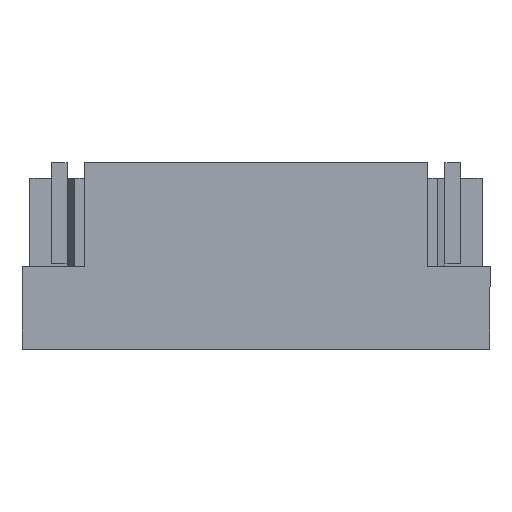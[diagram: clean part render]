
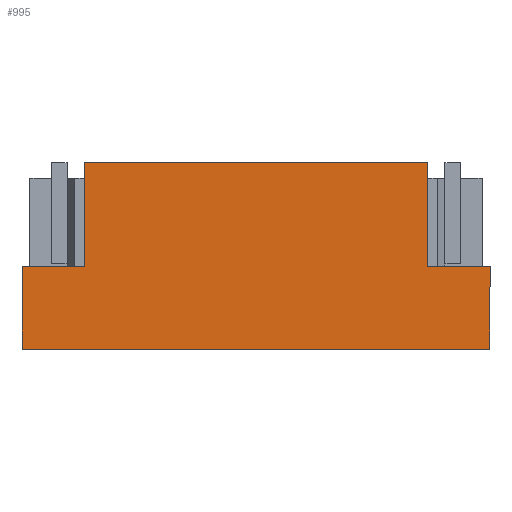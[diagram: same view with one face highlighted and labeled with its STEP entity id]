
A CAD part, top view. The second image highlights one B-rep face of the part: STEP entity #995.
In plain terms, the highlighted planar face has unit normal (0, 0, 1).
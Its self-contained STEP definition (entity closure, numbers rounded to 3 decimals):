
#945=AXIS2_PLACEMENT_3D('Plane Axis2P3D',#942,#943,#944) ;
#76=CARTESIAN_POINT('Line Origine',(-15.06,0.,14.2)) ;
#80=CARTESIAN_POINT('Vertex',(-4.,0.,14.2)) ;
#82=CARTESIAN_POINT('Vertex',(-26.12,0.,14.2)) ;
#414=CARTESIAN_POINT('Vertex',(0.,-12.,14.2)) ;
#417=CARTESIAN_POINT('Line Origine',(-15.06,-12.,14.2)) ;
#421=CARTESIAN_POINT('Vertex',(-30.12,-12.,14.2)) ;
#942=CARTESIAN_POINT('Axis2P3D Location',(-25.22,0.,14.2)) ;
#947=CARTESIAN_POINT('Line Origine',(0.,-9.35,14.2)) ;
#951=CARTESIAN_POINT('Vertex',(0.,-6.7,14.2)) ;
#954=CARTESIAN_POINT('Line Origine',(-2.,-6.7,14.2)) ;
#958=CARTESIAN_POINT('Vertex',(-4.,-6.7,14.2)) ;
#961=CARTESIAN_POINT('Line Origine',(-4.,-3.35,14.2)) ;
#966=CARTESIAN_POINT('Line Origine',(-26.12,-3.35,14.2)) ;
#970=CARTESIAN_POINT('Vertex',(-26.12,-6.7,14.2)) ;
#973=CARTESIAN_POINT('Line Origine',(-28.12,-6.7,14.2)) ;
#977=CARTESIAN_POINT('Vertex',(-30.12,-6.7,14.2)) ;
#980=CARTESIAN_POINT('Line Origine',(-30.12,-9.35,14.2)) ;
#77=DIRECTION('Vector Direction',(1.,0.,0.)) ;
#418=DIRECTION('Vector Direction',(1.,0.,0.)) ;
#943=DIRECTION('Axis2P3D Direction',(0.,0.,1.)) ;
#944=DIRECTION('Axis2P3D XDirection',(0.,-1.,0.)) ;
#948=DIRECTION('Vector Direction',(0.,-1.,0.)) ;
#955=DIRECTION('Vector Direction',(1.,0.,0.)) ;
#962=DIRECTION('Vector Direction',(0.,1.,0.)) ;
#967=DIRECTION('Vector Direction',(0.,1.,0.)) ;
#974=DIRECTION('Vector Direction',(1.,0.,0.)) ;
#981=DIRECTION('Vector Direction',(0.,-1.,0.)) ;
#78=VECTOR('Line Direction',#77,1.) ;
#419=VECTOR('Line Direction',#418,1.) ;
#949=VECTOR('Line Direction',#948,1.) ;
#956=VECTOR('Line Direction',#955,1.) ;
#963=VECTOR('Line Direction',#962,1.) ;
#968=VECTOR('Line Direction',#967,1.) ;
#975=VECTOR('Line Direction',#974,1.) ;
#982=VECTOR('Line Direction',#981,1.) ;
#986=ORIENTED_EDGE('',*,*,#423,.T.) ;
#987=ORIENTED_EDGE('',*,*,#953,.F.) ;
#988=ORIENTED_EDGE('',*,*,#960,.T.) ;
#989=ORIENTED_EDGE('',*,*,#965,.F.) ;
#990=ORIENTED_EDGE('',*,*,#84,.T.) ;
#991=ORIENTED_EDGE('',*,*,#972,.T.) ;
#992=ORIENTED_EDGE('',*,*,#979,.F.) ;
#993=ORIENTED_EDGE('',*,*,#984,.T.) ;
#995=ADVANCED_FACE('Housing',(#994),#946,.T.) ;
#84=EDGE_CURVE('',#81,#83,#79,.F.) ;
#423=EDGE_CURVE('',#422,#415,#420,.T.) ;
#953=EDGE_CURVE('',#952,#415,#950,.T.) ;
#960=EDGE_CURVE('',#952,#959,#957,.F.) ;
#965=EDGE_CURVE('',#81,#959,#964,.F.) ;
#972=EDGE_CURVE('',#83,#971,#969,.F.) ;
#979=EDGE_CURVE('',#978,#971,#976,.T.) ;
#984=EDGE_CURVE('',#978,#422,#983,.T.) ;
#985=EDGE_LOOP('',(#986,#987,#988,#989,#990,#991,#992,#993)) ;
#994=FACE_OUTER_BOUND('',#985,.T.) ;
#79=LINE('Line',#76,#78) ;
#420=LINE('Line',#417,#419) ;
#950=LINE('Line',#947,#949) ;
#957=LINE('Line',#954,#956) ;
#964=LINE('Line',#961,#963) ;
#969=LINE('Line',#966,#968) ;
#976=LINE('Line',#973,#975) ;
#983=LINE('Line',#980,#982) ;
#946=PLANE('',#945) ;
#81=VERTEX_POINT('',#80) ;
#83=VERTEX_POINT('',#82) ;
#415=VERTEX_POINT('',#414) ;
#422=VERTEX_POINT('',#421) ;
#952=VERTEX_POINT('',#951) ;
#959=VERTEX_POINT('',#958) ;
#971=VERTEX_POINT('',#970) ;
#978=VERTEX_POINT('',#977) ;
